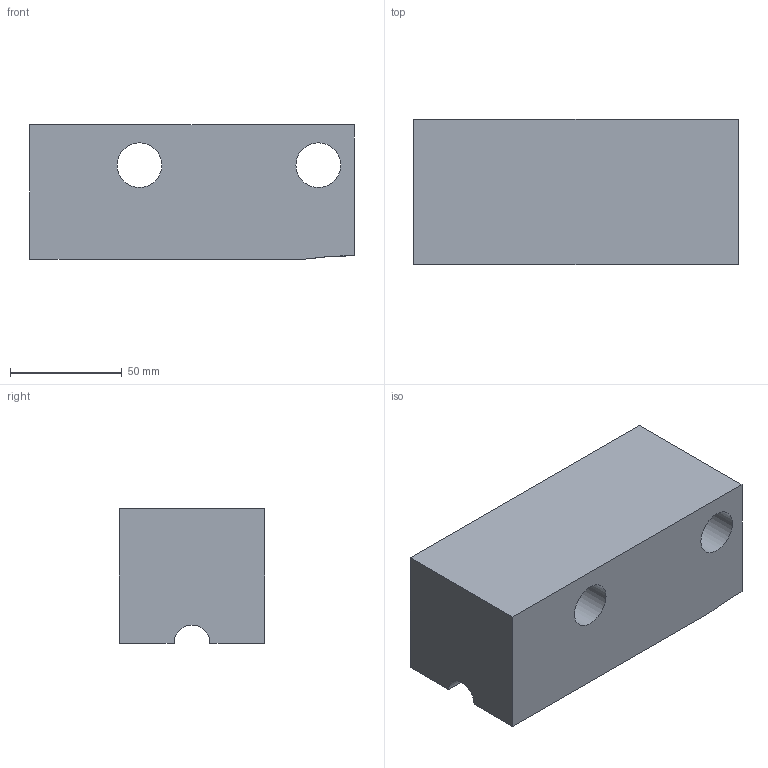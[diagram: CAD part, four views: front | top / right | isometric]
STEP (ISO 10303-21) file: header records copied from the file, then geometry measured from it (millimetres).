
FILE_DESCRIPTION( ( '' ), ' ' );
FILE_NAME( '5c9a46626b622b16c658902f.step', '2019-03-26T15:33:56', ( '' ), ( '' ), ' ', ' ', ' ' );
FILE_SCHEMA( ( 'AUTOMOTIVE_DESIGN { 1 0 10303 214 1 1 1 1 }' ) );
Length unit declared in the file: metre
Products named in the file (1): MT02.0160.0021
Bounding box: 145 x 65 x 60 mm (x, y, z)
Volume: 509010.7 mm3; surface area: 51930.3 mm2
Topology: 1 solids, 1 shells, 12 faces, 30 edges, 20 vertices
Faces by surface type: plane 7, cylinder 5
Full cylindrical faces by diameter (mm): 20 x2
Entity records: 478 total; most frequent: CARTESIAN_POINT 71, DIRECTION 60, ORIENTED_EDGE 56, EDGE_CURVE 28, AXIS2_PLACEMENT_3D 21, VERTEX_POINT 20, EDGE_LOOP 18, LINE 18
